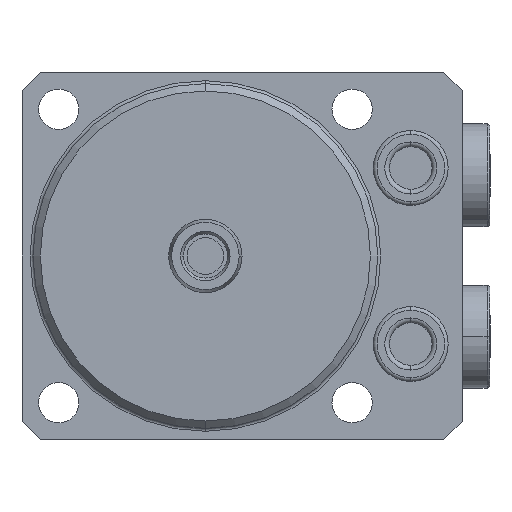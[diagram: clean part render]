
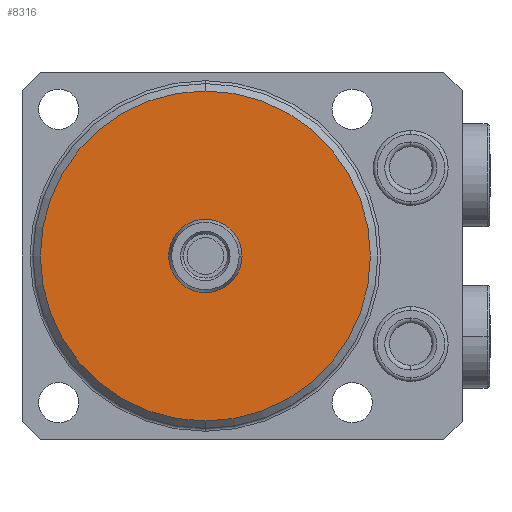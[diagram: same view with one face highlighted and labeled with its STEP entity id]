
A CAD part, front view. The second image highlights one B-rep face of the part: STEP entity #8316.
In plain terms, the highlighted planar face has unit normal (0, -1, 0).
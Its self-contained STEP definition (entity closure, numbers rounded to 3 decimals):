
#1758 = ORIENTED_EDGE ( 'NONE', *, *, #8282, .T. ) ;
#1759 = ORIENTED_EDGE ( 'NONE', *, *, #8431, .T. ) ;
#1760 = ORIENTED_EDGE ( 'NONE', *, *, #7716, .T. ) ;
#1761 = ORIENTED_EDGE ( 'NONE', *, *, #8430, .T. ) ;
#2092 = VERTEX_POINT ( 'NONE', #7393 ) ;
#2117 = VERTEX_POINT ( 'NONE', #7359 ) ;
#2156 = VERTEX_POINT ( 'NONE', #7301 ) ;
#2185 = VERTEX_POINT ( 'NONE', #7258 ) ;
#2221 = EDGE_LOOP ( 'NONE', ( #1759, #1758 ) ) ;
#2226 = EDGE_LOOP ( 'NONE', ( #1761, #1760 ) ) ;
#3751 = CIRCLE ( 'NONE', #4534, 5. ) ;
#3905 = CIRCLE ( 'NONE', #4594, 22.5 ) ;
#3950 = FACE_OUTER_BOUND ( 'NONE', #2221, .T. ) ;
#3958 = FACE_BOUND ( 'NONE', #2226, .T. ) ;
#4157 = CIRCLE ( 'NONE', #4709, 5. ) ;
#4158 = CIRCLE ( 'NONE', #4710, 22.5 ) ;
#4534 = AXIS2_PLACEMENT_3D ( 'NONE', #5374, #5376, #5377 ) ;
#4594 = AXIS2_PLACEMENT_3D ( 'NONE', #5652, #5653, #5654 ) ;
#4613 = AXIS2_PLACEMENT_3D ( 'NONE', #5770, #5778, #5779 ) ;
#4709 = AXIS2_PLACEMENT_3D ( 'NONE', #8696, #8697, #8698 ) ;
#4710 = AXIS2_PLACEMENT_3D ( 'NONE', #8699, #8700, #8701 ) ;
#5374 = CARTESIAN_POINT ( 'NONE',  ( 0., -39.5, 0. ) ) ;
#5376 = DIRECTION ( 'NONE',  ( 0., 1., 0. ) ) ;
#5377 = DIRECTION ( 'NONE',  ( 0., 0., 1. ) ) ;
#5652 = CARTESIAN_POINT ( 'NONE',  ( 0., -39.5, 0. ) ) ;
#5653 = DIRECTION ( 'NONE',  ( 0., -1., 0. ) ) ;
#5654 = DIRECTION ( 'NONE',  ( 0., 0., 1. ) ) ;
#5770 = CARTESIAN_POINT ( 'NONE',  ( 0., -39.5, 0. ) ) ;
#5776 = PLANE ( 'NONE',  #4613 ) ;
#5778 = DIRECTION ( 'NONE',  ( 0., 1., 0. ) ) ;
#5779 = DIRECTION ( 'NONE',  ( 0., 0., 1. ) ) ;
#7258 = CARTESIAN_POINT ( 'NONE',  ( 0., -39.5, 22.5 ) ) ;
#7301 = CARTESIAN_POINT ( 'NONE',  ( 0., -39.5, -22.5 ) ) ;
#7359 = CARTESIAN_POINT ( 'NONE',  ( 0., -39.5, 5. ) ) ;
#7393 = CARTESIAN_POINT ( 'NONE',  ( 0., -39.5, -5. ) ) ;
#7716 = EDGE_CURVE ( 'NONE', #2092, #2117, #3751, .T. ) ;
#8282 = EDGE_CURVE ( 'NONE', #2156, #2185, #3905, .T. ) ;
#8316 = ADVANCED_FACE ( 'NONE', ( #3958, #3950 ), #5776, .F. ) ;
#8430 = EDGE_CURVE ( 'NONE', #2117, #2092, #4157, .T. ) ;
#8431 = EDGE_CURVE ( 'NONE', #2185, #2156, #4158, .T. ) ;
#8696 = CARTESIAN_POINT ( 'NONE',  ( 0., -39.5, 0. ) ) ;
#8697 = DIRECTION ( 'NONE',  ( 0., 1., 0. ) ) ;
#8698 = DIRECTION ( 'NONE',  ( 0., 0., 1. ) ) ;
#8699 = CARTESIAN_POINT ( 'NONE',  ( 0., -39.5, 0. ) ) ;
#8700 = DIRECTION ( 'NONE',  ( 0., -1., 0. ) ) ;
#8701 = DIRECTION ( 'NONE',  ( 0., 0., 1. ) ) ;
